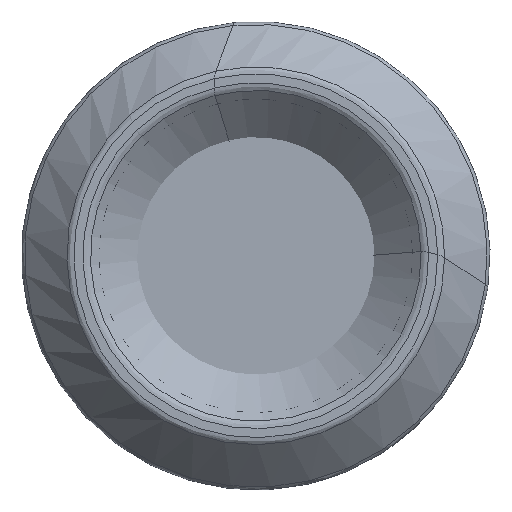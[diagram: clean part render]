
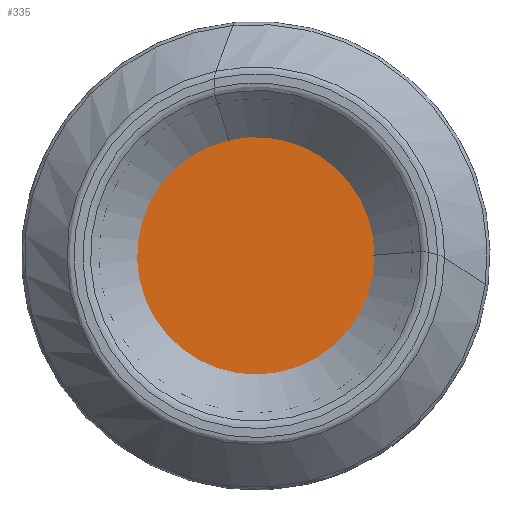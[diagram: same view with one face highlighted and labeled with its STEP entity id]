
A CAD part, left-side view. The second image highlights one B-rep face of the part: STEP entity #335.
In plain terms, the highlighted planar face has unit normal (-1, 0, 0).
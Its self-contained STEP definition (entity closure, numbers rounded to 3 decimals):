
#266=PLANE('',#949);
#335=ADVANCED_FACE('',(#397),#266,.F.);
#397=FACE_OUTER_BOUND('',#469,.T.);
#469=EDGE_LOOP('',(#689));
#521=CIRCLE('',#947,16.278);
#689=ORIENTED_EDGE('',*,*,#825,.T.);
#741=VERTEX_POINT('',#1827);
#825=EDGE_CURVE('',#741,#741,#521,.T.);
#947=AXIS2_PLACEMENT_3D('',#1826,#1146,#1147);
#949=AXIS2_PLACEMENT_3D('',#1829,#1150,#1151);
#1146=DIRECTION('',(-1.,0.,0.));
#1147=DIRECTION('',(0.,0.,1.));
#1150=DIRECTION('',(1.,0.,0.));
#1151=DIRECTION('',(0.,0.,-1.));
#1826=CARTESIAN_POINT('',(6.,0.,0.));
#1827=CARTESIAN_POINT('',(6.,0.,16.278));
#1829=CARTESIAN_POINT('',(6.,9.5,0.));
